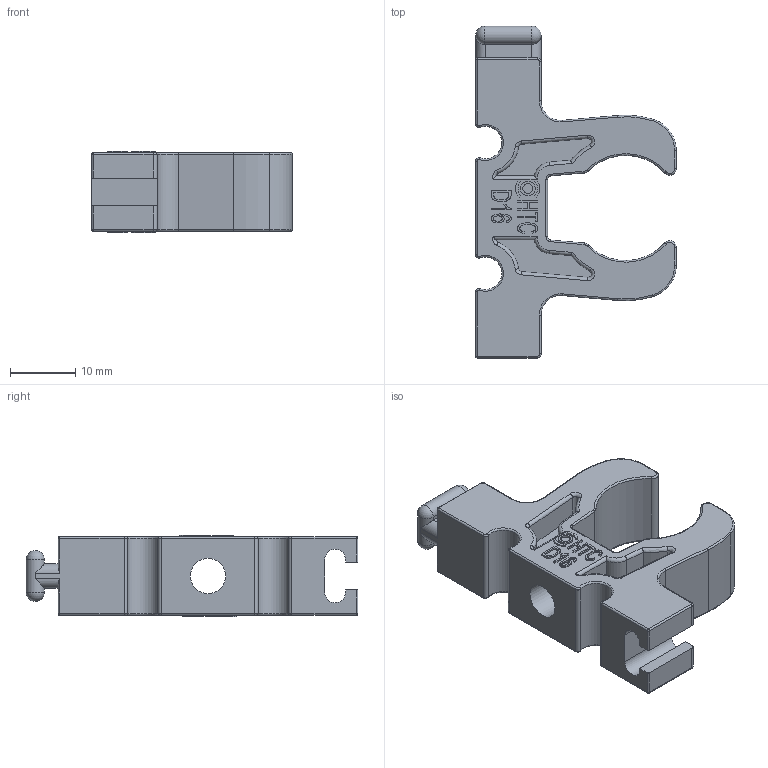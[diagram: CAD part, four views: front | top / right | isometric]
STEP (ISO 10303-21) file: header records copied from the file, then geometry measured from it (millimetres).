
FILE_DESCRIPTION(/* description */ (''),/* implementation_level */ '2;1');
FILE_NAME(/* name */ '16带座管卡.stp',/* time_stamp */ '2025-07-12T10:25:20+08:00',/* author */ (''),/* organization */ (''),/* preprocessor_version */ 'ST-DEVELOPER v16',/* originating_system */ 'SIEMENS PLM Software NX 10.0',/* authorisation */ '');
FILE_SCHEMA (('AUTOMOTIVE_DESIGN { 1 0 10303 214 3 1 1 1 }'));
Length unit declared in the file: millimetre
Products named in the file (1): gelv1ABC07899j4l
Bounding box: 30.7 x 50.8 x 12.5 mm (x, y, z)
Volume: 7829.7 mm3; surface area: 4838.5 mm2
Topology: 1 solids, 1 shells, 413 faces, 1038 edges, 647 vertices
Faces by surface type: plane 138, cylinder 115, extrusion 84, torus 60, sphere 8, bspline 8
Full cylindrical faces by diameter (mm): 1.5 x2, 2.25 x2, 5.4 x1
Entity records: 13435 total; most frequent: CARTESIAN_POINT 4005, ORIENTED_EDGE 2040, DIRECTION 1752, EDGE_CURVE 1020, VERTEX_POINT 642, AXIS2_PLACEMENT_3D 637, VECTOR 478, EDGE_LOOP 448
